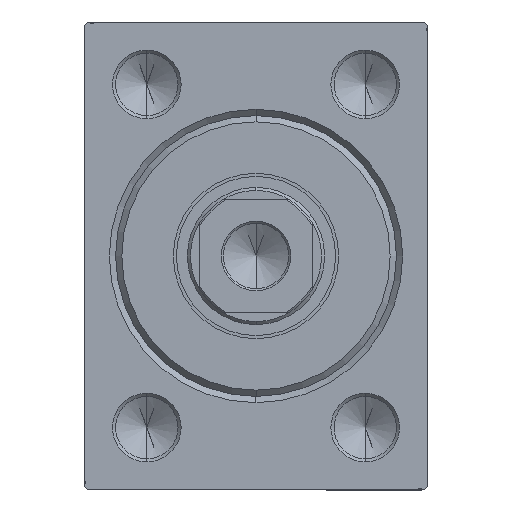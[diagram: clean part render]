
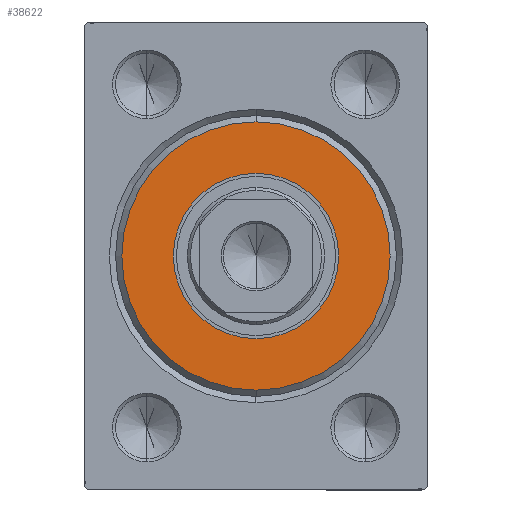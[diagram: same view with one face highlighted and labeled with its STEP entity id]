
A CAD part, left-side view. The second image highlights one B-rep face of the part: STEP entity #38622.
In plain terms, the highlighted face is planar.
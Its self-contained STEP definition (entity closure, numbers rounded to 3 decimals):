
#465 = CARTESIAN_POINT ( 'NONE',  ( 3., 0., 21.5 ) ) ;
#860 = DIRECTION ( 'NONE',  ( 1., 0., 0. ) ) ;
#2702 = DIRECTION ( 'NONE',  ( 0., 0., -1. ) ) ;
#3471 = DIRECTION ( 'NONE',  ( 1., 0., 0. ) ) ;
#4346 = EDGE_CURVE ( 'NONE', #10017, #15000, #41913, .T. ) ;
#6156 = DIRECTION ( 'NONE',  ( 0., 0., -1. ) ) ;
#6973 = ORIENTED_EDGE ( 'NONE', *, *, #42569, .T. ) ;
#9082 = EDGE_CURVE ( 'NONE', #21377, #19704, #18376, .T. ) ;
#10017 = VERTEX_POINT ( 'NONE', #44057 ) ;
#11624 = EDGE_CURVE ( 'NONE', #19704, #21377, #28962, .T. ) ;
#15000 = VERTEX_POINT ( 'NONE', #465 ) ;
#18376 = CIRCLE ( 'NONE', #19089, 13.25 ) ;
#19089 = AXIS2_PLACEMENT_3D ( 'NONE', #23662, #3471, #6156 ) ;
#19704 = VERTEX_POINT ( 'NONE', #29501 ) ;
#21377 = VERTEX_POINT ( 'NONE', #23262 ) ;
#22536 = AXIS2_PLACEMENT_3D ( 'NONE', #29370, #26881, #22849 ) ;
#22760 = ORIENTED_EDGE ( 'NONE', *, *, #9082, .F. ) ;
#22849 = DIRECTION ( 'NONE',  ( 0., 0., -1. ) ) ;
#22884 = CARTESIAN_POINT ( 'NONE',  ( 3., 0., 0. ) ) ;
#23262 = CARTESIAN_POINT ( 'NONE',  ( 3., 0., -13.25 ) ) ;
#23324 = FACE_OUTER_BOUND ( 'NONE', #32883, .T. ) ;
#23662 = CARTESIAN_POINT ( 'NONE',  ( 3., 0., 0. ) ) ;
#26072 = AXIS2_PLACEMENT_3D ( 'NONE', #41713, #860, #28227 ) ;
#26699 = FACE_BOUND ( 'NONE', #39129, .T. ) ;
#26881 = DIRECTION ( 'NONE',  ( 1., 0., 0. ) ) ;
#27338 = ORIENTED_EDGE ( 'NONE', *, *, #11624, .F. ) ;
#27427 = DIRECTION ( 'NONE',  ( 1., 0., 0. ) ) ;
#27588 = CIRCLE ( 'NONE', #40433, 21.5 ) ;
#28227 = DIRECTION ( 'NONE',  ( 0., 0., -1. ) ) ;
#28962 = CIRCLE ( 'NONE', #26072, 13.25 ) ;
#29370 = CARTESIAN_POINT ( 'NONE',  ( 3., 0., 0. ) ) ;
#29501 = CARTESIAN_POINT ( 'NONE',  ( 3., 0., 13.25 ) ) ;
#31244 = CARTESIAN_POINT ( 'NONE',  ( 3., 0., 0. ) ) ;
#32883 = EDGE_LOOP ( 'NONE', ( #6973, #36343 ) ) ;
#33118 = AXIS2_PLACEMENT_3D ( 'NONE', #22884, #37039, #2702 ) ;
#33437 = PLANE ( 'NONE',  #33118 ) ;
#36343 = ORIENTED_EDGE ( 'NONE', *, *, #4346, .T. ) ;
#37039 = DIRECTION ( 'NONE',  ( 1., 0., 0. ) ) ;
#38622 = ADVANCED_FACE ( 'NONE', ( #23324, #26699 ), #33437, .T. ) ;
#39129 = EDGE_LOOP ( 'NONE', ( #22760, #27338 ) ) ;
#40433 = AXIS2_PLACEMENT_3D ( 'NONE', #31244, #27427, #41140 ) ;
#41140 = DIRECTION ( 'NONE',  ( 0., 0., -1. ) ) ;
#41713 = CARTESIAN_POINT ( 'NONE',  ( 3., 0., 0. ) ) ;
#41913 = CIRCLE ( 'NONE', #22536, 21.5 ) ;
#42569 = EDGE_CURVE ( 'NONE', #15000, #10017, #27588, .T. ) ;
#44057 = CARTESIAN_POINT ( 'NONE',  ( 3., 0., -21.5 ) ) ;
